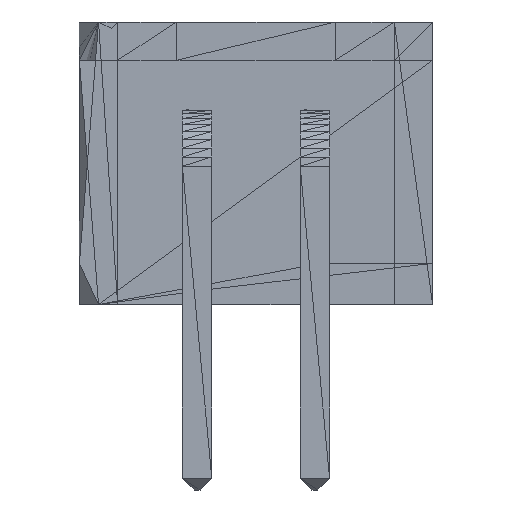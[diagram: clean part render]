
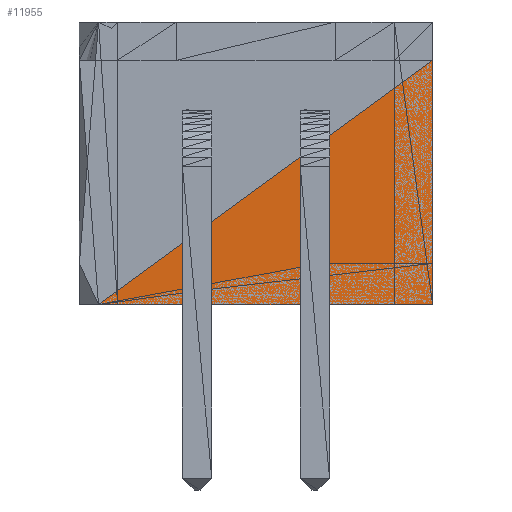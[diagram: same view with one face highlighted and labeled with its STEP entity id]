
A CAD part, front view. The second image highlights one B-rep face of the part: STEP entity #11955.
In plain terms, the highlighted planar face has unit normal (0, -1, 0).
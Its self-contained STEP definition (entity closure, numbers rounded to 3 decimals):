
#10020 = PLANE('',#10021);
#10021 = AXIS2_PLACEMENT_3D('',#10022,#10023,#10024);
#10022 = CARTESIAN_POINT('',(5.827,0.707,
    5.733));
#10023 = DIRECTION('',(0.,-1.,0.));
#10024 = DIRECTION('',(0.,0.,-1.));
#10759 = VERTEX_POINT('',#10760);
#10760 = CARTESIAN_POINT('',(0.325,0.707,
    3.182));
#10845 = VERTEX_POINT('',#10846);
#10846 = CARTESIAN_POINT('',(6.,0.707,3.882));
#11265 = PLANE('',#11266);
#11266 = AXIS2_PLACEMENT_3D('',#11267,#11268,#11269);
#11267 = CARTESIAN_POINT('',(2.286,0.707,
    5.97));
#11268 = DIRECTION('',(0.,-1.,0.));
#11269 = DIRECTION('',(0.,0.,-1.));
#11557 = VERTEX_POINT('',#11558);
#11558 = CARTESIAN_POINT('',(6.,0.707,3.182));
#11571 = PLANE('',#11572);
#11572 = AXIS2_PLACEMENT_3D('',#11573,#11574,#11575);
#11573 = CARTESIAN_POINT('',(6.,1.233,5.606));
#11574 = DIRECTION('',(1.,0.,0.));
#11575 = DIRECTION('',(0.,0.,1.));
#11612 = VERTEX_POINT('',#11613);
#11613 = CARTESIAN_POINT('',(6.,0.707,7.332));
#11664 = EDGE_CURVE('',#10845,#11557,#11665,.T.);
#11665 = SURFACE_CURVE('',#11666,(#11670,#11677),.PCURVE_S1.);
#11666 = LINE('',#11667,#11668);
#11667 = CARTESIAN_POINT('',(6.,0.707,7.332));
#11668 = VECTOR('',#11669,1.);
#11669 = DIRECTION('',(0.,0.,-1.));
#11670 = PCURVE('',#11571,#11671);
#11671 = DEFINITIONAL_REPRESENTATION('',(#11672),#11676);
#11672 = LINE('',#11673,#11674);
#11673 = CARTESIAN_POINT('',(1.726,0.526));
#11674 = VECTOR('',#11675,1.);
#11675 = DIRECTION('',(-1.,0.));
#11676 = ( GEOMETRIC_REPRESENTATION_CONTEXT(2) 
PARAMETRIC_REPRESENTATION_CONTEXT() REPRESENTATION_CONTEXT('2D SPACE',''
  ) );
#11677 = PCURVE('',#11678,#11683);
#11678 = PLANE('',#11679);
#11679 = AXIS2_PLACEMENT_3D('',#11680,#11681,#11682);
#11680 = CARTESIAN_POINT('',(3.714,0.707,
    4.543));
#11681 = DIRECTION('',(0.,-1.,0.));
#11682 = DIRECTION('',(0.,0.,-1.));
#11683 = DEFINITIONAL_REPRESENTATION('',(#11684),#11687);
#11684 = B_SPLINE_CURVE_WITH_KNOTS('',1,(#11685,#11686),.UNSPECIFIED.,
  .F.,.F.,(2,2),(3.45,4.15),
  .PIECEWISE_BEZIER_KNOTS.);
#11685 = CARTESIAN_POINT('',(0.661,2.286));
#11686 = CARTESIAN_POINT('',(1.361,2.286));
#11687 = ( GEOMETRIC_REPRESENTATION_CONTEXT(2) 
PARAMETRIC_REPRESENTATION_CONTEXT() REPRESENTATION_CONTEXT('2D SPACE',''
  ) );
#11707 = PLANE('',#11708);
#11708 = AXIS2_PLACEMENT_3D('',#11709,#11710,#11711);
#11709 = CARTESIAN_POINT('',(3.375,1.207,
    3.182));
#11710 = DIRECTION('',(0.,0.,-1.));
#11711 = DIRECTION('',(-1.,0.,0.));
#11773 = EDGE_CURVE('',#11557,#11774,#11776,.T.);
#11774 = VERTEX_POINT('',#11775);
#11775 = CARTESIAN_POINT('',(5.35,0.707,
    3.182));
#11776 = SURFACE_CURVE('',#11777,(#11781,#11788),.PCURVE_S1.);
#11777 = LINE('',#11778,#11779);
#11778 = CARTESIAN_POINT('',(6.,0.707,3.182));
#11779 = VECTOR('',#11780,1.);
#11780 = DIRECTION('',(-1.,0.,0.));
#11781 = PCURVE('',#11707,#11782);
#11782 = DEFINITIONAL_REPRESENTATION('',(#11783),#11787);
#11783 = LINE('',#11784,#11785);
#11784 = CARTESIAN_POINT('',(-2.625,-0.5));
#11785 = VECTOR('',#11786,1.);
#11786 = DIRECTION('',(1.,0.));
#11787 = ( GEOMETRIC_REPRESENTATION_CONTEXT(2) 
PARAMETRIC_REPRESENTATION_CONTEXT() REPRESENTATION_CONTEXT('2D SPACE',''
  ) );
#11788 = PCURVE('',#11678,#11789);
#11789 = DEFINITIONAL_REPRESENTATION('',(#11790),#11793);
#11790 = B_SPLINE_CURVE_WITH_KNOTS('',1,(#11791,#11792),.UNSPECIFIED.,
  .F.,.F.,(2,2),(0.,0.65),.PIECEWISE_BEZIER_KNOTS.);
#11791 = CARTESIAN_POINT('',(1.361,2.286));
#11792 = CARTESIAN_POINT('',(1.361,1.636));
#11793 = ( GEOMETRIC_REPRESENTATION_CONTEXT(2) 
PARAMETRIC_REPRESENTATION_CONTEXT() REPRESENTATION_CONTEXT('2D SPACE',''
  ) );
#11795 = EDGE_CURVE('',#11774,#10759,#11796,.T.);
#11796 = SURFACE_CURVE('',#11797,(#11801,#11808),.PCURVE_S1.);
#11797 = LINE('',#11798,#11799);
#11798 = CARTESIAN_POINT('',(6.,0.707,3.182));
#11799 = VECTOR('',#11800,1.);
#11800 = DIRECTION('',(-1.,0.,0.));
#11801 = PCURVE('',#11707,#11802);
#11802 = DEFINITIONAL_REPRESENTATION('',(#11803),#11807);
#11803 = LINE('',#11804,#11805);
#11804 = CARTESIAN_POINT('',(-2.625,-0.5));
#11805 = VECTOR('',#11806,1.);
#11806 = DIRECTION('',(1.,0.));
#11807 = ( GEOMETRIC_REPRESENTATION_CONTEXT(2) 
PARAMETRIC_REPRESENTATION_CONTEXT() REPRESENTATION_CONTEXT('2D SPACE',''
  ) );
#11808 = PCURVE('',#11678,#11809);
#11809 = DEFINITIONAL_REPRESENTATION('',(#11810),#11813);
#11810 = B_SPLINE_CURVE_WITH_KNOTS('',1,(#11811,#11812),.UNSPECIFIED.,
  .F.,.F.,(2,2),(0.65,5.35),
  .PIECEWISE_BEZIER_KNOTS.);
#11811 = CARTESIAN_POINT('',(1.361,1.636));
#11812 = CARTESIAN_POINT('',(1.361,-3.064));
#11813 = ( GEOMETRIC_REPRESENTATION_CONTEXT(2) 
PARAMETRIC_REPRESENTATION_CONTEXT() REPRESENTATION_CONTEXT('2D SPACE',''
  ) );
#11936 = EDGE_CURVE('',#10759,#11612,#11937,.T.);
#11937 = SURFACE_CURVE('',#11938,(#11942,#11949),.PCURVE_S1.);
#11938 = LINE('',#11939,#11940);
#11939 = CARTESIAN_POINT('',(0.,0.707,
    3.182));
#11940 = VECTOR('',#11941,1.);
#11941 = DIRECTION('',(0.822,0.,0.569));
#11942 = PCURVE('',#11265,#11943);
#11943 = DEFINITIONAL_REPRESENTATION('',(#11944),#11948);
#11944 = LINE('',#11945,#11946);
#11945 = CARTESIAN_POINT('',(2.789,-2.286));
#11946 = VECTOR('',#11947,1.);
#11947 = DIRECTION('',(-0.569,0.822));
#11948 = ( GEOMETRIC_REPRESENTATION_CONTEXT(2) 
PARAMETRIC_REPRESENTATION_CONTEXT() REPRESENTATION_CONTEXT('2D SPACE',''
  ) );
#11949 = PCURVE('',#11678,#11950);
#11950 = DEFINITIONAL_REPRESENTATION('',(#11951),#11954);
#11951 = B_SPLINE_CURVE_WITH_KNOTS('',1,(#11952,#11953),.UNSPECIFIED.,
  .F.,.F.,(2,2),(0.,7.295),.PIECEWISE_BEZIER_KNOTS.);
#11952 = CARTESIAN_POINT('',(1.361,-3.714));
#11953 = CARTESIAN_POINT('',(-2.789,2.286));
#11954 = ( GEOMETRIC_REPRESENTATION_CONTEXT(2) 
PARAMETRIC_REPRESENTATION_CONTEXT() REPRESENTATION_CONTEXT('2D SPACE',''
  ) );
#11955 = ADVANCED_FACE('',(#11956),#11678,.T.);
#11956 = FACE_BOUND('',#11957,.T.);
#11957 = EDGE_LOOP('',(#11958,#11959,#11980,#11981,#12007,#12008));
#11958 = ORIENTED_EDGE('',*,*,#11664,.F.);
#11959 = ORIENTED_EDGE('',*,*,#11960,.T.);
#11960 = EDGE_CURVE('',#10845,#11612,#11961,.T.);
#11961 = SURFACE_CURVE('',#11962,(#11966,#11973),.PCURVE_S1.);
#11962 = LINE('',#11963,#11964);
#11963 = CARTESIAN_POINT('',(6.,0.707,3.182));
#11964 = VECTOR('',#11965,1.);
#11965 = DIRECTION('',(0.,0.,1.));
#11966 = PCURVE('',#11678,#11967);
#11967 = DEFINITIONAL_REPRESENTATION('',(#11968),#11972);
#11968 = LINE('',#11969,#11970);
#11969 = CARTESIAN_POINT('',(1.361,2.286));
#11970 = VECTOR('',#11971,1.);
#11971 = DIRECTION('',(-1.,0.));
#11972 = ( GEOMETRIC_REPRESENTATION_CONTEXT(2) 
PARAMETRIC_REPRESENTATION_CONTEXT() REPRESENTATION_CONTEXT('2D SPACE',''
  ) );
#11973 = PCURVE('',#10020,#11974);
#11974 = DEFINITIONAL_REPRESENTATION('',(#11975),#11979);
#11975 = LINE('',#11976,#11977);
#11976 = CARTESIAN_POINT('',(2.552,0.173));
#11977 = VECTOR('',#11978,1.);
#11978 = DIRECTION('',(-1.,0.));
#11979 = ( GEOMETRIC_REPRESENTATION_CONTEXT(2) 
PARAMETRIC_REPRESENTATION_CONTEXT() REPRESENTATION_CONTEXT('2D SPACE',''
  ) );
#11980 = ORIENTED_EDGE('',*,*,#11936,.F.);
#11981 = ORIENTED_EDGE('',*,*,#11982,.T.);
#11982 = EDGE_CURVE('',#10759,#10759,#11983,.T.);
#11983 = SURFACE_CURVE('',#11984,(#11988,#11995),.PCURVE_S1.);
#11984 = LINE('',#11985,#11986);
#11985 = CARTESIAN_POINT('',(0.,0.707,
    3.182));
#11986 = VECTOR('',#11987,1.);
#11987 = DIRECTION('',(1.,0.,0.));
#11988 = PCURVE('',#11678,#11989);
#11989 = DEFINITIONAL_REPRESENTATION('',(#11990),#11994);
#11990 = LINE('',#11991,#11992);
#11991 = CARTESIAN_POINT('',(1.361,-3.714));
#11992 = VECTOR('',#11993,1.);
#11993 = DIRECTION('',(0.,1.));
#11994 = ( GEOMETRIC_REPRESENTATION_CONTEXT(2) 
PARAMETRIC_REPRESENTATION_CONTEXT() REPRESENTATION_CONTEXT('2D SPACE',''
  ) );
#11995 = PCURVE('',#11996,#12001);
#11996 = PLANE('',#11997);
#11997 = AXIS2_PLACEMENT_3D('',#11998,#11999,#12000);
#11998 = CARTESIAN_POINT('',(3.165,0.707,
    3.367));
#11999 = DIRECTION('',(0.,-1.,0.));
#12000 = DIRECTION('',(0.,0.,-1.));
#12001 = DEFINITIONAL_REPRESENTATION('',(#12002),#12006);
#12002 = LINE('',#12003,#12004);
#12003 = CARTESIAN_POINT('',(0.185,-3.165));
#12004 = VECTOR('',#12005,1.);
#12005 = DIRECTION('',(0.,1.));
#12006 = ( GEOMETRIC_REPRESENTATION_CONTEXT(2) 
PARAMETRIC_REPRESENTATION_CONTEXT() REPRESENTATION_CONTEXT('2D SPACE',''
  ) );
#12007 = ORIENTED_EDGE('',*,*,#11795,.F.);
#12008 = ORIENTED_EDGE('',*,*,#11773,.F.);
